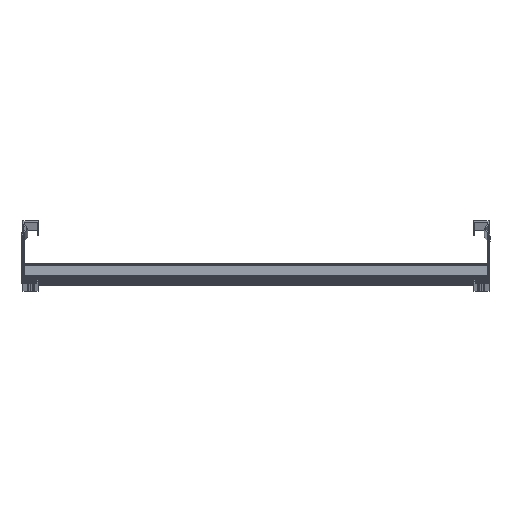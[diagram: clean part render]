
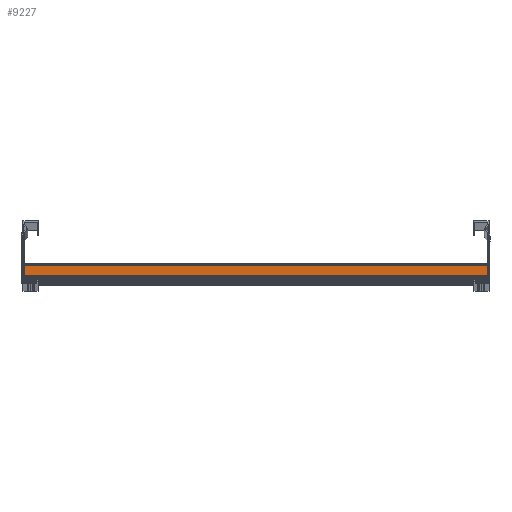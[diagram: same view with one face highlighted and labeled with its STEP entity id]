
A CAD part, top view. The second image highlights one B-rep face of the part: STEP entity #9227.
In plain terms, the highlighted face is planar.
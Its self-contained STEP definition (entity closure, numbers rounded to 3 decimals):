
#1096 = ORIENTED_EDGE ( 'NONE', *, *, #22827, .T. ) ;
#1995 = DIRECTION ( 'NONE',  ( 0., 0., -1. ) ) ;
#3547 = VERTEX_POINT ( 'NONE', #17081 ) ;
#4189 = PLANE ( 'NONE',  #32761 ) ;
#4314 = CARTESIAN_POINT ( 'NONE',  ( 18., 18., 298.5 ) ) ;
#5790 = EDGE_CURVE ( 'NONE', #6291, #3547, #31675, .T. ) ;
#6291 = VERTEX_POINT ( 'NONE', #28274 ) ;
#7937 = CARTESIAN_POINT ( 'NONE',  ( 18., 18., 298.5 ) ) ;
#8655 = VECTOR ( 'NONE', #22717, 1000. ) ;
#9227 = ADVANCED_FACE ( 'NONE', ( #27519 ), #4189, .T. ) ;
#10993 = DIRECTION ( 'NONE',  ( 0., 0., -1. ) ) ;
#11193 = ORIENTED_EDGE ( 'NONE', *, *, #5790, .F. ) ;
#12090 = ORIENTED_EDGE ( 'NONE', *, *, #16255, .T. ) ;
#12749 = VECTOR ( 'NONE', #10993, 1000. ) ;
#12846 = VERTEX_POINT ( 'NONE', #22349 ) ;
#14033 = EDGE_CURVE ( 'NONE', #19772, #6291, #30542, .T. ) ;
#16255 = EDGE_CURVE ( 'NONE', #12846, #3547, #34693, .T. ) ;
#17081 = CARTESIAN_POINT ( 'NONE',  ( 18., 2.5, -298.5 ) ) ;
#18780 = ORIENTED_EDGE ( 'NONE', *, *, #14033, .F. ) ;
#18811 = LINE ( 'NONE', #7937, #30953 ) ;
#19772 = VERTEX_POINT ( 'NONE', #21950 ) ;
#21950 = CARTESIAN_POINT ( 'NONE',  ( 18., 15.5, 298.5 ) ) ;
#22349 = CARTESIAN_POINT ( 'NONE',  ( 18., 2.5, 298.5 ) ) ;
#22717 = DIRECTION ( 'NONE',  ( 0., -1., 0. ) ) ;
#22827 = EDGE_CURVE ( 'NONE', #19772, #12846, #18811, .T. ) ;
#26148 = DIRECTION ( 'NONE',  ( 1., 0., 0. ) ) ;
#27519 = FACE_OUTER_BOUND ( 'NONE', #32406, .T. ) ;
#28274 = CARTESIAN_POINT ( 'NONE',  ( 18., 15.5, -298.5 ) ) ;
#30425 = DIRECTION ( 'NONE',  ( 0., 0., -1. ) ) ;
#30542 = LINE ( 'NONE', #35963, #12749 ) ;
#30953 = VECTOR ( 'NONE', #35335, 1000. ) ;
#31675 = LINE ( 'NONE', #33615, #8655 ) ;
#32406 = EDGE_LOOP ( 'NONE', ( #11193, #18780, #1096, #12090 ) ) ;
#32761 = AXIS2_PLACEMENT_3D ( 'NONE', #4314, #26148, #1995 ) ;
#32958 = VECTOR ( 'NONE', #30425, 1000. ) ;
#33052 = CARTESIAN_POINT ( 'NONE',  ( 18., 2.5, 298.5 ) ) ;
#33615 = CARTESIAN_POINT ( 'NONE',  ( 18., 18., -298.5 ) ) ;
#34693 = LINE ( 'NONE', #33052, #32958 ) ;
#35335 = DIRECTION ( 'NONE',  ( 0., -1., 0. ) ) ;
#35963 = CARTESIAN_POINT ( 'NONE',  ( 18., 15.5, 298.5 ) ) ;
